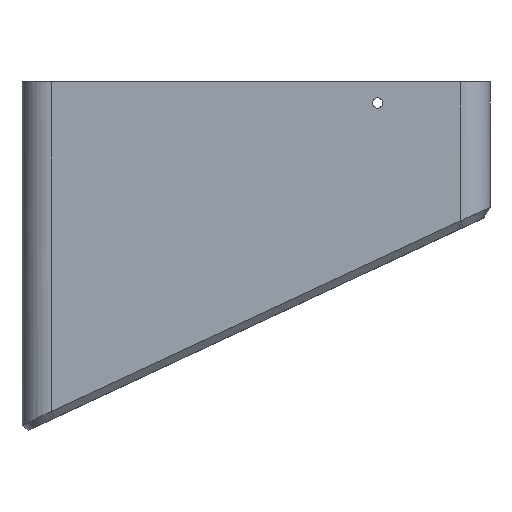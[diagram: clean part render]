
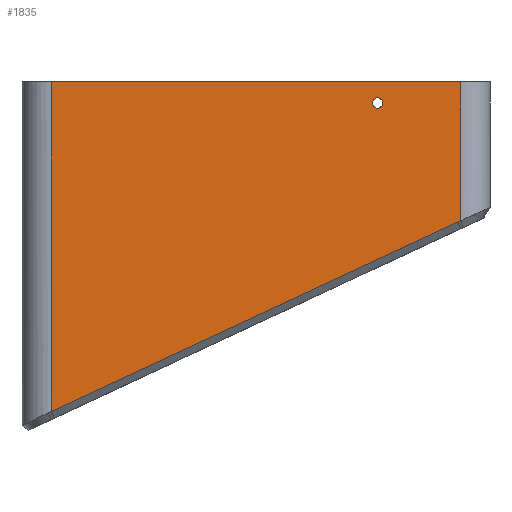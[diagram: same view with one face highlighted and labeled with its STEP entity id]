
A CAD part, left-side view. The second image highlights one B-rep face of the part: STEP entity #1835.
In plain terms, the highlighted planar face has unit normal (-1, 0, 0).
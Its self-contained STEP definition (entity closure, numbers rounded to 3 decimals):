
#53=CIRCLE('',#1930,0.7);
#144=FACE_BOUND('',#410,.T.);
#197=PLANE('',#2012);
#294=FACE_OUTER_BOUND('',#409,.T.);
#409=EDGE_LOOP('',(#1724,#1725,#1726,#1727,#1728));
#410=EDGE_LOOP('',(#1729));
#428=B_SPLINE_CURVE_WITH_KNOTS('',3,(#2906,#2907,#2908,#2909),
 .UNSPECIFIED.,.F.,.F.,(4,4),(1.465,1.571),
 .UNSPECIFIED.);
#469=LINE('',#2889,#623);
#484=LINE('',#2974,#638);
#534=LINE('',#3181,#688);
#601=LINE('',#3481,#755);
#623=VECTOR('',#2062,10.);
#638=VECTOR('',#2097,10.);
#688=VECTOR('',#2239,10.);
#755=VECTOR('',#2490,10.);
#788=VERTEX_POINT('',#2856);
#789=VERTEX_POINT('',#2885);
#790=VERTEX_POINT('',#2887);
#810=VERTEX_POINT('',#2973);
#857=VERTEX_POINT('',#3179);
#864=VERTEX_POINT('',#3204);
#975=EDGE_CURVE('',#790,#789,#469,.T.);
#976=EDGE_CURVE('',#788,#790,#428,.T.);
#999=EDGE_CURVE('',#789,#810,#484,.T.);
#1075=EDGE_CURVE('',#788,#857,#534,.T.);
#1086=EDGE_CURVE('',#864,#864,#53,.T.);
#1195=EDGE_CURVE('',#810,#857,#601,.T.);
#1724=ORIENTED_EDGE('',*,*,#976,.F.);
#1725=ORIENTED_EDGE('',*,*,#1075,.T.);
#1726=ORIENTED_EDGE('',*,*,#1195,.F.);
#1727=ORIENTED_EDGE('',*,*,#999,.F.);
#1728=ORIENTED_EDGE('',*,*,#975,.F.);
#1729=ORIENTED_EDGE('',*,*,#1086,.T.);
#1835=ADVANCED_FACE('',(#294,#144),#197,.T.);
#1930=AXIS2_PLACEMENT_3D('',#3205,#2267,#2268);
#2012=AXIS2_PLACEMENT_3D('',#3483,#2493,#2494);
#2062=DIRECTION('',(0.,0.906,-0.423));
#2097=DIRECTION('',(0.,0.,1.));
#2239=DIRECTION('',(0.,0.,1.));
#2267=DIRECTION('center_axis',(1.,0.,0.));
#2268=DIRECTION('ref_axis',(0.,-1.,0.));
#2490=DIRECTION('',(0.,-1.,0.));
#2493=DIRECTION('center_axis',(-1.,0.,0.));
#2494=DIRECTION('ref_axis',(0.,-1.,0.));
#2856=CARTESIAN_POINT('',(-53.72,4.,-18.897));
#2885=CARTESIAN_POINT('',(-53.72,59.75,-44.893));
#2887=CARTESIAN_POINT('',(-53.72,4.423,-19.094));
#2889=CARTESIAN_POINT('',(-53.72,57.194,-43.701));
#2906=CARTESIAN_POINT('Ctrl Pts',(-53.72,4.,-18.897));
#2907=CARTESIAN_POINT('Ctrl Pts',(-53.72,4.142,-18.963));
#2908=CARTESIAN_POINT('Ctrl Pts',(-53.72,4.282,-19.028));
#2909=CARTESIAN_POINT('Ctrl Pts',(-53.72,4.423,-19.094));
#2973=CARTESIAN_POINT('',(-53.72,59.75,0.));
#2974=CARTESIAN_POINT('',(-53.72,59.75,-20.));
#3179=CARTESIAN_POINT('',(-53.72,4.,0.));
#3181=CARTESIAN_POINT('',(-53.72,4.,-20.));
#3204=CARTESIAN_POINT('',(-53.72,16.002,-2.873));
#3205=CARTESIAN_POINT('Origin',(-53.72,15.302,-2.873));
#3481=CARTESIAN_POINT('',(-53.72,45.813,0.));
#3483=CARTESIAN_POINT('Origin',(-53.72,59.75,-20.));
